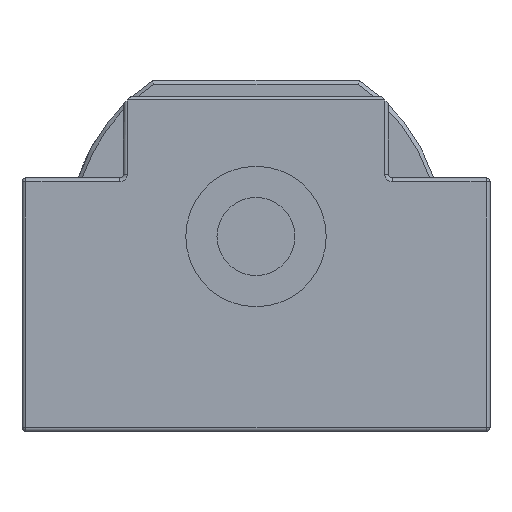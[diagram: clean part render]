
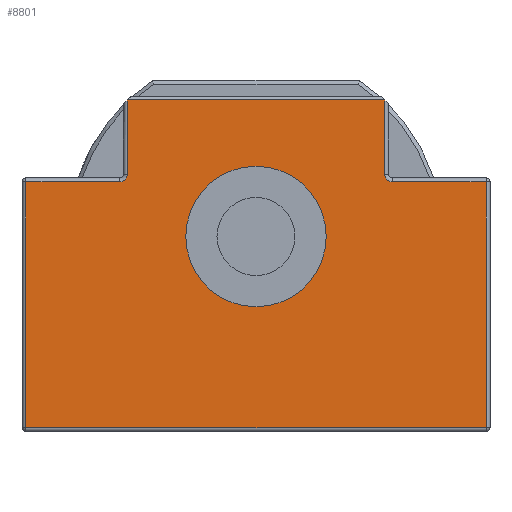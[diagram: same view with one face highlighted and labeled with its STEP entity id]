
A CAD part, front view. The second image highlights one B-rep face of the part: STEP entity #8801.
In plain terms, the highlighted face is planar.
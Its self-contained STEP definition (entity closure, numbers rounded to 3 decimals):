
#150 = VERTEX_POINT ( 'NONE', #28740 ) ;
#221 = AXIS2_PLACEMENT_3D ( 'NONE', #15255, #20065, #20826 ) ;
#695 = EDGE_CURVE ( 'NONE', #11407, #8420, #3195, .T. ) ;
#896 = LINE ( 'NONE', #8321, #16643 ) ;
#1002 = DIRECTION ( 'NONE',  ( -1., 0., 0. ) ) ;
#1185 = VECTOR ( 'NONE', #27777, 1000. ) ;
#1405 = DIRECTION ( 'NONE',  ( 1., 0., 0. ) ) ;
#2391 = ORIENTED_EDGE ( 'NONE', *, *, #2488, .T. ) ;
#2488 = EDGE_CURVE ( 'NONE', #20307, #11407, #27900, .T. ) ;
#2628 = CARTESIAN_POINT ( 'NONE',  ( -16.5, 17.5, -10. ) ) ;
#2831 = ORIENTED_EDGE ( 'NONE', *, *, #10859, .T. ) ;
#3041 = CARTESIAN_POINT ( 'NONE',  ( -30., -24.5, -10. ) ) ;
#3106 = VECTOR ( 'NONE', #29033, 1000. ) ;
#3195 = LINE ( 'NONE', #3041, #25108 ) ;
#3373 = LINE ( 'NONE', #8453, #19467 ) ;
#3520 = DIRECTION ( 'NONE',  ( 0., 1., 0. ) ) ;
#4363 = VERTEX_POINT ( 'NONE', #11263 ) ;
#4919 = CARTESIAN_POINT ( 'NONE',  ( 9., 0., -10. ) ) ;
#5211 = CARTESIAN_POINT ( 'NONE',  ( 29.5, -24.5, -10. ) ) ;
#5793 = PLANE ( 'NONE',  #221 ) ;
#6675 = VERTEX_POINT ( 'NONE', #2628 ) ;
#8096 = VERTEX_POINT ( 'NONE', #20604 ) ;
#8125 = DIRECTION ( 'NONE',  ( 1., 0., 0. ) ) ;
#8321 = CARTESIAN_POINT ( 'NONE',  ( 16., 17.5, -10. ) ) ;
#8420 = VERTEX_POINT ( 'NONE', #24643 ) ;
#8453 = CARTESIAN_POINT ( 'NONE',  ( -29.5, 7.5, -10. ) ) ;
#8770 = LINE ( 'NONE', #24954, #11944 ) ;
#8801 = ADVANCED_FACE ( 'NONE', ( #30175, #8856 ), #5793, .F. ) ;
#8856 = FACE_OUTER_BOUND ( 'NONE', #9321, .T. ) ;
#9026 = ORIENTED_EDGE ( 'NONE', *, *, #695, .T. ) ;
#9321 = EDGE_LOOP ( 'NONE', ( #9365, #9459, #2391, #9026, #19975, #14607, #29176, #2831, #21624, #21924 ) ) ;
#9365 = ORIENTED_EDGE ( 'NONE', *, *, #25973, .F. ) ;
#9459 = ORIENTED_EDGE ( 'NONE', *, *, #13020, .T. ) ;
#9664 = ORIENTED_EDGE ( 'NONE', *, *, #23796, .F. ) ;
#9674 = VECTOR ( 'NONE', #14975, 1000. ) ;
#10859 = EDGE_CURVE ( 'NONE', #17323, #6675, #24630, .T. ) ;
#11098 = LINE ( 'NONE', #20561, #3106 ) ;
#11263 = CARTESIAN_POINT ( 'NONE',  ( 17.5, 7., -10. ) ) ;
#11407 = VERTEX_POINT ( 'NONE', #5211 ) ;
#11944 = VECTOR ( 'NONE', #27904, 1000. ) ;
#12491 = DIRECTION ( 'NONE',  ( 0., 0., -1. ) ) ;
#12507 = EDGE_CURVE ( 'NONE', #17323, #21461, #13921, .T. ) ;
#12677 = CARTESIAN_POINT ( 'NONE',  ( 29.5, 7., -10. ) ) ;
#13020 = EDGE_CURVE ( 'NONE', #4363, #20307, #8770, .T. ) ;
#13119 = AXIS2_PLACEMENT_3D ( 'NONE', #29284, #12491, #8125 ) ;
#13254 = VERTEX_POINT ( 'NONE', #19175 ) ;
#13921 = CIRCLE ( 'NONE', #15892, 1. ) ;
#14068 = AXIS2_PLACEMENT_3D ( 'NONE', #29431, #16960, #1002 ) ;
#14607 = ORIENTED_EDGE ( 'NONE', *, *, #20628, .T. ) ;
#14938 = CARTESIAN_POINT ( 'NONE',  ( -16.5, 8., -10. ) ) ;
#14975 = DIRECTION ( 'NONE',  ( 0., 1., 0. ) ) ;
#15066 = CARTESIAN_POINT ( 'NONE',  ( -17.5, 7., -10. ) ) ;
#15255 = CARTESIAN_POINT ( 'NONE',  ( 0., 0., -10. ) ) ;
#15464 = CIRCLE ( 'NONE', #15953, 9. ) ;
#15500 = CARTESIAN_POINT ( 'NONE',  ( -17.5, 8., -10. ) ) ;
#15791 = LINE ( 'NONE', #20609, #1185 ) ;
#15892 = AXIS2_PLACEMENT_3D ( 'NONE', #15500, #24999, #1405 ) ;
#15953 = AXIS2_PLACEMENT_3D ( 'NONE', #28139, #16290, #25796 ) ;
#16202 = VECTOR ( 'NONE', #18551, 1000. ) ;
#16290 = DIRECTION ( 'NONE',  ( 0., 0., -1. ) ) ;
#16643 = VECTOR ( 'NONE', #24491, 1000. ) ;
#16960 = DIRECTION ( 'NONE',  ( 0., 0., -1. ) ) ;
#17323 = VERTEX_POINT ( 'NONE', #14938 ) ;
#17359 = EDGE_LOOP ( 'NONE', ( #9664, #29481 ) ) ;
#18551 = DIRECTION ( 'NONE',  ( 0., -1., 0. ) ) ;
#18838 = EDGE_CURVE ( 'NONE', #25388, #8096, #15464, .T. ) ;
#19175 = CARTESIAN_POINT ( 'NONE',  ( 16.5, 8., -10. ) ) ;
#19467 = VECTOR ( 'NONE', #3520, 1000. ) ;
#19535 = CARTESIAN_POINT ( 'NONE',  ( 16.5, 17.5, -10. ) ) ;
#19975 = ORIENTED_EDGE ( 'NONE', *, *, #20482, .T. ) ;
#20065 = DIRECTION ( 'NONE',  ( 0., 0., 1. ) ) ;
#20307 = VERTEX_POINT ( 'NONE', #12677 ) ;
#20482 = EDGE_CURVE ( 'NONE', #8420, #150, #3373, .T. ) ;
#20561 = CARTESIAN_POINT ( 'NONE',  ( 0., 7., -10. ) ) ;
#20604 = CARTESIAN_POINT ( 'NONE',  ( -9., 0., -10. ) ) ;
#20609 = CARTESIAN_POINT ( 'NONE',  ( 16.5, 0., -10. ) ) ;
#20628 = EDGE_CURVE ( 'NONE', #150, #21461, #11098, .T. ) ;
#20708 = VERTEX_POINT ( 'NONE', #19535 ) ;
#20826 = DIRECTION ( 'NONE',  ( 1., 0., 0. ) ) ;
#20888 = CARTESIAN_POINT ( 'NONE',  ( 29.5, -25., -10. ) ) ;
#21461 = VERTEX_POINT ( 'NONE', #15066 ) ;
#21624 = ORIENTED_EDGE ( 'NONE', *, *, #26702, .T. ) ;
#21924 = ORIENTED_EDGE ( 'NONE', *, *, #24646, .T. ) ;
#23796 = EDGE_CURVE ( 'NONE', #8096, #25388, #26984, .T. ) ;
#24491 = DIRECTION ( 'NONE',  ( 1., 0., 0. ) ) ;
#24630 = LINE ( 'NONE', #26801, #9674 ) ;
#24643 = CARTESIAN_POINT ( 'NONE',  ( -29.5, -24.5, -10. ) ) ;
#24646 = EDGE_CURVE ( 'NONE', #20708, #13254, #15791, .T. ) ;
#24954 = CARTESIAN_POINT ( 'NONE',  ( 0., 7., -10. ) ) ;
#24999 = DIRECTION ( 'NONE',  ( 0., 0., -1. ) ) ;
#25108 = VECTOR ( 'NONE', #26322, 1000. ) ;
#25388 = VERTEX_POINT ( 'NONE', #4919 ) ;
#25796 = DIRECTION ( 'NONE',  ( -1., 0., 0. ) ) ;
#25973 = EDGE_CURVE ( 'NONE', #4363, #13254, #26508, .T. ) ;
#26322 = DIRECTION ( 'NONE',  ( -1., 0., 0. ) ) ;
#26508 = CIRCLE ( 'NONE', #13119, 1. ) ;
#26702 = EDGE_CURVE ( 'NONE', #6675, #20708, #896, .T. ) ;
#26801 = CARTESIAN_POINT ( 'NONE',  ( -16.5, 0., -10. ) ) ;
#26984 = CIRCLE ( 'NONE', #14068, 9. ) ;
#27777 = DIRECTION ( 'NONE',  ( 0., -1., 0. ) ) ;
#27900 = LINE ( 'NONE', #20888, #16202 ) ;
#27904 = DIRECTION ( 'NONE',  ( 1., 0., 0. ) ) ;
#28139 = CARTESIAN_POINT ( 'NONE',  ( 0., 0., -10. ) ) ;
#28740 = CARTESIAN_POINT ( 'NONE',  ( -29.5, 7., -10. ) ) ;
#29033 = DIRECTION ( 'NONE',  ( 1., 0., 0. ) ) ;
#29176 = ORIENTED_EDGE ( 'NONE', *, *, #12507, .F. ) ;
#29284 = CARTESIAN_POINT ( 'NONE',  ( 17.5, 8., -10. ) ) ;
#29431 = CARTESIAN_POINT ( 'NONE',  ( 0., 0., -10. ) ) ;
#29481 = ORIENTED_EDGE ( 'NONE', *, *, #18838, .F. ) ;
#30175 = FACE_BOUND ( 'NONE', #17359, .T. ) ;
